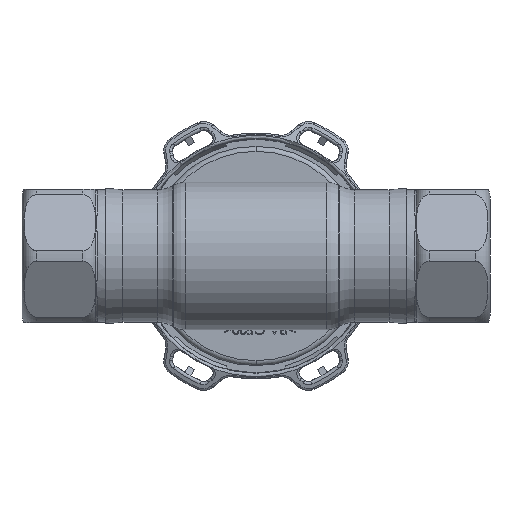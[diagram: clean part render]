
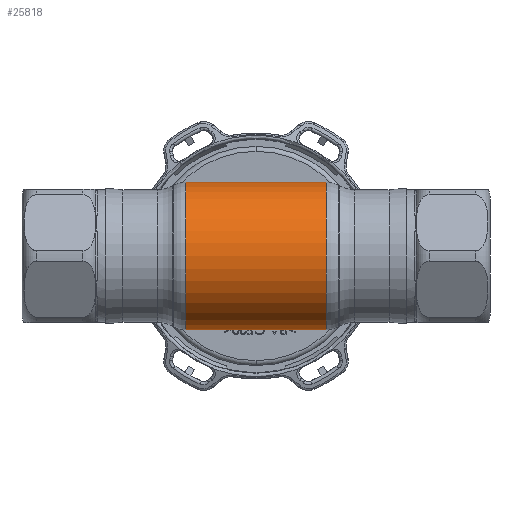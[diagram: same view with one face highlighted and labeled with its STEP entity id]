
A CAD part, front view. The second image highlights one B-rep face of the part: STEP entity #25818.
In plain terms, the highlighted cylindrical face has radius 15 mm (diameter 30 mm), a partial arc.
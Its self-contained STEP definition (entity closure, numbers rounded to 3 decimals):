
#538 = AXIS2_PLACEMENT_3D ( 'NONE', #8457, #20056, #31760 ) ;
#3059 = EDGE_CURVE ( 'NONE', #11656, #18271, #4947, .T. ) ;
#3854 = CYLINDRICAL_SURFACE ( 'NONE', #12537, 15. ) ;
#4369 = CARTESIAN_POINT ( 'NONE',  ( 14.285, 0., 0. ) ) ;
#4947 = LINE ( 'NONE', #33950, #34458 ) ;
#5863 = CARTESIAN_POINT ( 'NONE',  ( 14.285, 0., 15. ) ) ;
#6672 = DIRECTION ( 'NONE',  ( -1., 0., 0. ) ) ;
#8422 = ORIENTED_EDGE ( 'NONE', *, *, #3059, .T. ) ;
#8457 = CARTESIAN_POINT ( 'NONE',  ( -14.285, 0., 0. ) ) ;
#8957 = VERTEX_POINT ( 'NONE', #13578 ) ;
#10266 = FACE_OUTER_BOUND ( 'NONE', #36133, .T. ) ;
#10476 = EDGE_CURVE ( 'NONE', #13232, #8957, #20324, .T. ) ;
#11656 = VERTEX_POINT ( 'NONE', #5863 ) ;
#12516 = DIRECTION ( 'NONE',  ( 0., 0., 1. ) ) ;
#12537 = AXIS2_PLACEMENT_3D ( 'NONE', #19598, #17120, #16752 ) ;
#13232 = VERTEX_POINT ( 'NONE', #30275 ) ;
#13578 = CARTESIAN_POINT ( 'NONE',  ( -14.285, 0., -15. ) ) ;
#14939 = EDGE_CURVE ( 'NONE', #13232, #11656, #34712, .T. ) ;
#16752 = DIRECTION ( 'NONE',  ( 0., 0., 1. ) ) ;
#16917 = CIRCLE ( 'NONE', #538, 15. ) ;
#16994 = ORIENTED_EDGE ( 'NONE', *, *, #14939, .T. ) ;
#17120 = DIRECTION ( 'NONE',  ( -1., 0., 0. ) ) ;
#18188 = AXIS2_PLACEMENT_3D ( 'NONE', #4369, #6672, #12516 ) ;
#18271 = VERTEX_POINT ( 'NONE', #23102 ) ;
#19551 = EDGE_CURVE ( 'NONE', #8957, #18271, #16917, .T. ) ;
#19598 = CARTESIAN_POINT ( 'NONE',  ( -62.69, 0., 0. ) ) ;
#20056 = DIRECTION ( 'NONE',  ( -1., 0., 0. ) ) ;
#20324 = LINE ( 'NONE', #28805, #33957 ) ;
#23102 = CARTESIAN_POINT ( 'NONE',  ( -14.285, 0., 15. ) ) ;
#24623 = ORIENTED_EDGE ( 'NONE', *, *, #19551, .F. ) ;
#25818 = ADVANCED_FACE ( 'NONE', ( #10266 ), #3854, .T. ) ;
#25894 = DIRECTION ( 'NONE',  ( -1., 0., 0. ) ) ;
#28805 = CARTESIAN_POINT ( 'NONE',  ( -62.69, 0., -15. ) ) ;
#30275 = CARTESIAN_POINT ( 'NONE',  ( 14.285, 0., -15. ) ) ;
#31460 = DIRECTION ( 'NONE',  ( -1., 0., 0. ) ) ;
#31760 = DIRECTION ( 'NONE',  ( 0., 0., 1. ) ) ;
#32508 = ORIENTED_EDGE ( 'NONE', *, *, #10476, .F. ) ;
#33950 = CARTESIAN_POINT ( 'NONE',  ( -62.69, 0., 15. ) ) ;
#33957 = VECTOR ( 'NONE', #25894, 1000. ) ;
#34458 = VECTOR ( 'NONE', #31460, 1000. ) ;
#34712 = CIRCLE ( 'NONE', #18188, 15. ) ;
#36133 = EDGE_LOOP ( 'NONE', ( #32508, #16994, #8422, #24623 ) ) ;
